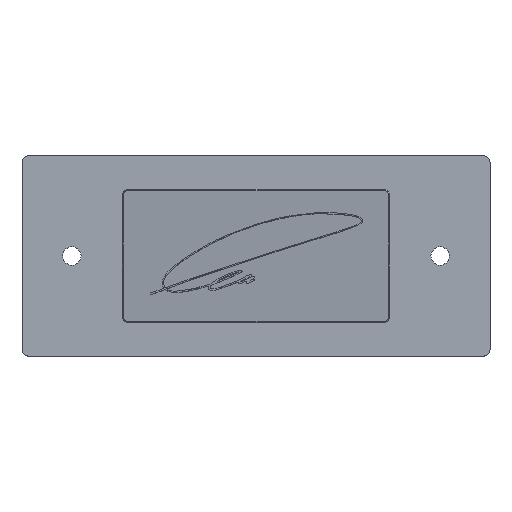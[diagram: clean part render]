
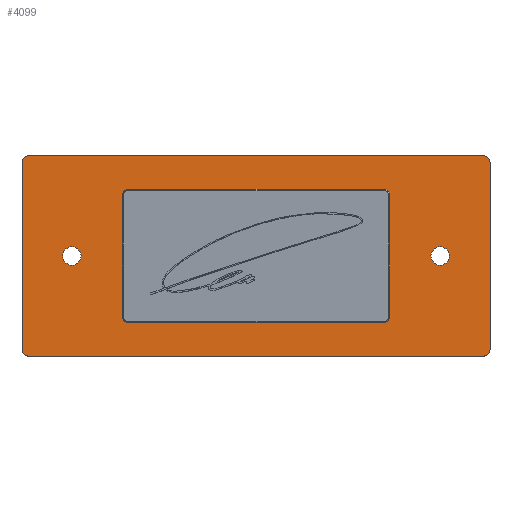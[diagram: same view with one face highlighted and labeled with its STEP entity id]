
A CAD part, top view. The second image highlights one B-rep face of the part: STEP entity #4099.
In plain terms, the highlighted planar face has unit normal (0, 0, 1).
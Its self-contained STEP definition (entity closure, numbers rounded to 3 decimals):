
#368=FACE_BOUND('',#960,.T.);
#369=FACE_BOUND('',#961,.T.);
#370=FACE_BOUND('',#962,.T.);
#419=CIRCLE('',#4132,1.9);
#420=CIRCLE('',#4135,1.9);
#445=CIRCLE('',#4167,1.9);
#446=CIRCLE('',#4170,1.9);
#453=CIRCLE('',#4180,1.9);
#464=CIRCLE('',#4209,1.9);
#486=CIRCLE('',#4277,1.9);
#487=CIRCLE('',#4280,1.9);
#489=CIRCLE('',#4285,2.75);
#491=CIRCLE('',#4289,2.75);
#722=FACE_OUTER_BOUND('',#959,.T.);
#959=EDGE_LOOP('',(#3789,#3790,#3791,#3792,#3793,#3794,#3795,#3796));
#960=EDGE_LOOP('',(#3797,#3798,#3799,#3800,#3801,#3802,#3803,#3804));
#961=EDGE_LOOP('',(#3805));
#962=EDGE_LOOP('',(#3806));
#982=LINE('',#5075,#1285);
#985=LINE('',#5083,#1288);
#1036=LINE('',#5497,#1339);
#1039=LINE('',#5505,#1342);
#1046=LINE('',#5872,#1349);
#1153=LINE('',#7227,#1456);
#1226=LINE('',#7596,#1529);
#1228=LINE('',#7602,#1531);
#1285=VECTOR('',#4374,10.);
#1288=VECTOR('',#4383,10.);
#1339=VECTOR('',#4498,10.);
#1342=VECTOR('',#4507,10.);
#1349=VECTOR('',#4534,10.);
#1456=VECTOR('',#4699,10.);
#1529=VECTOR('',#4908,10.);
#1531=VECTOR('',#4916,10.);
#1585=VERTEX_POINT('',#5067);
#1586=VERTEX_POINT('',#5069);
#1587=VERTEX_POINT('',#5073);
#1588=VERTEX_POINT('',#5077);
#1589=VERTEX_POINT('',#5081);
#1677=VERTEX_POINT('',#5489);
#1678=VERTEX_POINT('',#5491);
#1679=VERTEX_POINT('',#5495);
#1680=VERTEX_POINT('',#5499);
#1681=VERTEX_POINT('',#5503);
#1760=VERTEX_POINT('',#5866);
#1761=VERTEX_POINT('',#5868);
#1882=VERTEX_POINT('',#7223);
#1938=VERTEX_POINT('',#7590);
#1939=VERTEX_POINT('',#7594);
#1940=VERTEX_POINT('',#7598);
#1942=VERTEX_POINT('',#7608);
#1944=VERTEX_POINT('',#7616);
#1996=EDGE_CURVE('',#1586,#1585,#419,.T.);
#1999=EDGE_CURVE('',#1585,#1587,#982,.T.);
#2001=EDGE_CURVE('',#1587,#1588,#420,.T.);
#2003=EDGE_CURVE('',#1588,#1589,#985,.T.);
#2102=EDGE_CURVE('',#1677,#1678,#445,.T.);
#2105=EDGE_CURVE('',#1677,#1679,#1036,.T.);
#2107=EDGE_CURVE('',#1680,#1679,#446,.T.);
#2109=EDGE_CURVE('',#1680,#1681,#1039,.T.);
#2189=EDGE_CURVE('',#1760,#1761,#453,.T.);
#2191=EDGE_CURVE('',#1760,#1678,#1046,.T.);
#2412=EDGE_CURVE('',#1882,#1681,#464,.T.);
#2413=EDGE_CURVE('',#1882,#1761,#1153,.T.);
#2520=EDGE_CURVE('',#1589,#1938,#486,.T.);
#2522=EDGE_CURVE('',#1938,#1939,#1226,.T.);
#2524=EDGE_CURVE('',#1939,#1940,#487,.T.);
#2525=EDGE_CURVE('',#1940,#1586,#1228,.T.);
#2529=EDGE_CURVE('',#1942,#1942,#489,.T.);
#2533=EDGE_CURVE('',#1944,#1944,#491,.T.);
#3789=ORIENTED_EDGE('',*,*,#2522,.T.);
#3790=ORIENTED_EDGE('',*,*,#2524,.T.);
#3791=ORIENTED_EDGE('',*,*,#2525,.T.);
#3792=ORIENTED_EDGE('',*,*,#1996,.T.);
#3793=ORIENTED_EDGE('',*,*,#1999,.T.);
#3794=ORIENTED_EDGE('',*,*,#2001,.T.);
#3795=ORIENTED_EDGE('',*,*,#2003,.T.);
#3796=ORIENTED_EDGE('',*,*,#2520,.T.);
#3797=ORIENTED_EDGE('',*,*,#2102,.F.);
#3798=ORIENTED_EDGE('',*,*,#2105,.T.);
#3799=ORIENTED_EDGE('',*,*,#2107,.F.);
#3800=ORIENTED_EDGE('',*,*,#2109,.T.);
#3801=ORIENTED_EDGE('',*,*,#2412,.F.);
#3802=ORIENTED_EDGE('',*,*,#2413,.T.);
#3803=ORIENTED_EDGE('',*,*,#2189,.F.);
#3804=ORIENTED_EDGE('',*,*,#2191,.T.);
#3805=ORIENTED_EDGE('',*,*,#2529,.T.);
#3806=ORIENTED_EDGE('',*,*,#2533,.T.);
#3875=PLANE('',#4311);
#4099=ADVANCED_FACE('',(#722,#368,#369,#370),#3875,.F.);
#4132=AXIS2_PLACEMENT_3D('',#5070,#4368,#4369);
#4135=AXIS2_PLACEMENT_3D('',#5079,#4378,#4379);
#4167=AXIS2_PLACEMENT_3D('',#5492,#4492,#4493);
#4170=AXIS2_PLACEMENT_3D('',#5501,#4502,#4503);
#4180=AXIS2_PLACEMENT_3D('',#5869,#4529,#4530);
#4209=AXIS2_PLACEMENT_3D('',#7225,#4695,#4696);
#4277=AXIS2_PLACEMENT_3D('',#7592,#4903,#4904);
#4280=AXIS2_PLACEMENT_3D('',#7600,#4912,#4913);
#4285=AXIS2_PLACEMENT_3D('',#7610,#4925,#4926);
#4289=AXIS2_PLACEMENT_3D('',#7618,#4935,#4936);
#4311=AXIS2_PLACEMENT_3D('',#7847,#5012,#5013);
#4368=DIRECTION('center_axis',(0.,0.,1.));
#4369=DIRECTION('ref_axis',(1.,0.,0.));
#4374=DIRECTION('',(0.,1.,0.));
#4378=DIRECTION('center_axis',(0.,0.,1.));
#4379=DIRECTION('ref_axis',(0.,1.,0.));
#4383=DIRECTION('',(-1.,0.,0.));
#4492=DIRECTION('center_axis',(0.,0.,1.));
#4493=DIRECTION('ref_axis',(-1.,0.,0.));
#4498=DIRECTION('',(0.,1.,0.));
#4502=DIRECTION('center_axis',(0.,0.,1.));
#4503=DIRECTION('ref_axis',(0.,1.,0.));
#4507=DIRECTION('',(1.,0.,0.));
#4529=DIRECTION('center_axis',(0.,0.,1.));
#4530=DIRECTION('ref_axis',(0.,-1.,0.));
#4534=DIRECTION('',(-1.,0.,0.));
#4695=DIRECTION('center_axis',(0.,0.,1.));
#4696=DIRECTION('ref_axis',(1.,0.,0.));
#4699=DIRECTION('',(0.,-1.,0.));
#4903=DIRECTION('center_axis',(0.,0.,1.));
#4904=DIRECTION('ref_axis',(-1.,0.,0.));
#4908=DIRECTION('',(0.,-1.,0.));
#4912=DIRECTION('center_axis',(0.,0.,1.));
#4913=DIRECTION('ref_axis',(0.,-1.,0.));
#4916=DIRECTION('',(1.,0.,0.));
#4925=DIRECTION('center_axis',(0.,0.,-1.));
#4926=DIRECTION('ref_axis',(-1.,0.,0.));
#4935=DIRECTION('center_axis',(0.,0.,-1.));
#4936=DIRECTION('ref_axis',(-1.,0.,0.));
#5012=DIRECTION('center_axis',(0.,0.,-1.));
#5013=DIRECTION('ref_axis',(1.,0.,0.));
#5067=CARTESIAN_POINT('',(-205.1,-28.,5.5));
#5069=CARTESIAN_POINT('',(-207.,-29.9,5.5));
#5070=CARTESIAN_POINT('Origin',(-207.,-28.,5.5));
#5073=CARTESIAN_POINT('',(-205.1,28.,5.5));
#5075=CARTESIAN_POINT('',(-205.1,9.65,5.5));
#5077=CARTESIAN_POINT('',(-207.,29.9,5.5));
#5079=CARTESIAN_POINT('Origin',(-207.,28.,5.5));
#5081=CARTESIAN_POINT('',(-343.,29.9,5.5));
#5083=CARTESIAN_POINT('',(-196.667,29.9,5.5));
#5489=CARTESIAN_POINT('',(-314.9,-18.,5.5));
#5491=CARTESIAN_POINT('',(-313.,-19.9,5.5));
#5492=CARTESIAN_POINT('Origin',(-313.,-18.,5.5));
#5495=CARTESIAN_POINT('',(-314.9,18.,5.5));
#5497=CARTESIAN_POINT('',(-314.9,-18.,5.5));
#5499=CARTESIAN_POINT('',(-313.,19.9,5.5));
#5501=CARTESIAN_POINT('Origin',(-313.,18.,5.5));
#5503=CARTESIAN_POINT('',(-237.,19.9,5.5));
#5505=CARTESIAN_POINT('',(-313.,19.9,5.5));
#5866=CARTESIAN_POINT('',(-237.,-19.9,5.5));
#5868=CARTESIAN_POINT('',(-235.1,-18.,5.5));
#5869=CARTESIAN_POINT('Origin',(-237.,-18.,5.5));
#5872=CARTESIAN_POINT('',(-237.,-19.9,5.5));
#7223=CARTESIAN_POINT('',(-235.1,18.,5.5));
#7225=CARTESIAN_POINT('Origin',(-237.,18.,5.5));
#7227=CARTESIAN_POINT('',(-235.1,18.,5.5));
#7590=CARTESIAN_POINT('',(-344.9,28.,5.5));
#7592=CARTESIAN_POINT('Origin',(-343.,28.,5.5));
#7594=CARTESIAN_POINT('',(-344.9,-28.,5.5));
#7596=CARTESIAN_POINT('',(-344.9,-18.35,5.5));
#7598=CARTESIAN_POINT('',(-343.,-29.9,5.5));
#7600=CARTESIAN_POINT('Origin',(-343.,-28.,5.5));
#7602=CARTESIAN_POINT('',(-128.667,-29.9,5.5));
#7608=CARTESIAN_POINT('',(-217.25,0.,5.5));
#7610=CARTESIAN_POINT('Origin',(-220.,0.,5.5));
#7616=CARTESIAN_POINT('',(-327.25,0.,5.5));
#7618=CARTESIAN_POINT('Origin',(-330.,0.,5.5));
#7847=CARTESIAN_POINT('Origin',(-50.334,-8.701,5.5));
